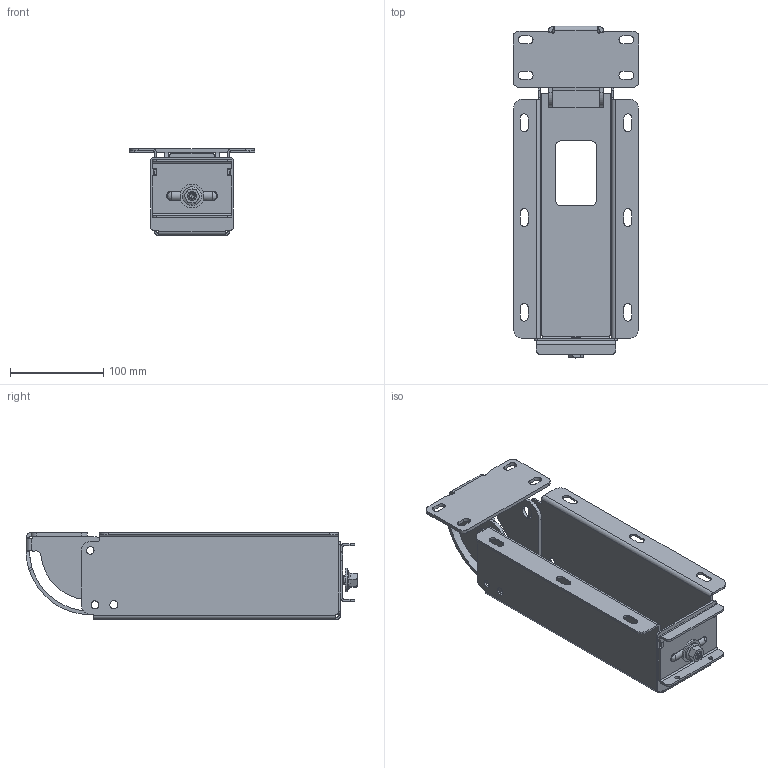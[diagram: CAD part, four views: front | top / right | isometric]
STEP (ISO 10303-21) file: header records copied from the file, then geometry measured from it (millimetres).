
FILE_DESCRIPTION (( 'STEP AP214' ), '1' );
FILE_NAME ('V1200 Mounting Model.STEP', '2017-05-25T02:01:10', ( '' ), ( '' ), 'SwSTEP 2.0', 'SolidWorks 2014', '' );
FILE_SCHEMA (( 'AUTOMOTIVE_DESIGN' ));
Length unit declared in the file: inch
Products named in the file (3): 31644; V1200 Housing; V1200 Mounting Model
Assembly tree (2 placements, depth 2):
  V1200 Mounting Model
    V1200 Housing
    31644
Bounding box: 134.94 x 355.84 x 92.85 mm (x, y, z)
Volume: 314565.8 mm3; surface area: 248851.4 mm2
Topology: 6 solids, 7 shells, 377 faces, 1094 edges, 731 vertices
Faces by surface type: cylinder 195, plane 145, bspline 33, cone 4
Entity records: 23696 total; most frequent: CARTESIAN_POINT 9984, ORIENTED_EDGE 2184, DIRECTION 2081, EDGE_CURVE 1092, AXIS2_PLACEMENT_3D 746, VERTEX_POINT 731, VECTOR 589, LINE 589
